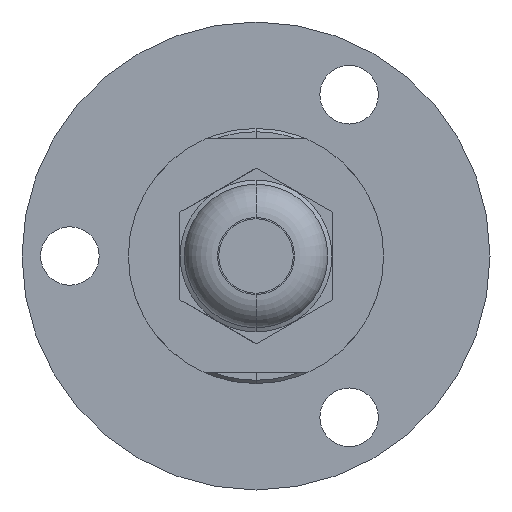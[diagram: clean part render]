
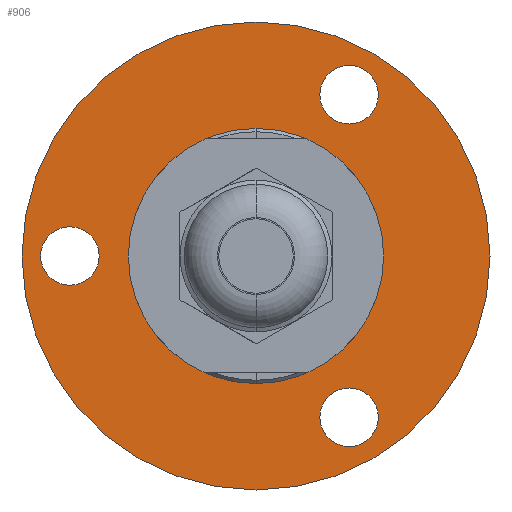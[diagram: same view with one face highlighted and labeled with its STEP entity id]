
A CAD part, left-side view. The second image highlights one B-rep face of the part: STEP entity #906.
In plain terms, the highlighted planar face has unit normal (-1, 0, 0).
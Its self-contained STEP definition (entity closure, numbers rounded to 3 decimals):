
#21 = DIRECTION ( 'NONE',  ( 0., 0., 1. ) ) ;
#27 = CIRCLE ( 'NONE', #562, 2.75 ) ;
#77 = VERTEX_POINT ( 'NONE', #1762 ) ;
#124 = VERTEX_POINT ( 'NONE', #322 ) ;
#128 = DIRECTION ( 'NONE',  ( 0., 0., 1. ) ) ;
#142 = PLANE ( 'NONE',  #2018 ) ;
#148 = DIRECTION ( 'NONE',  ( 0., 0., 1. ) ) ;
#156 = DIRECTION ( 'NONE',  ( -1., 0., 0. ) ) ;
#174 = AXIS2_PLACEMENT_3D ( 'NONE', #640, #1690, #148 ) ;
#204 = EDGE_CURVE ( 'NONE', #1208, #1714, #1841, .T. ) ;
#206 = AXIS2_PLACEMENT_3D ( 'NONE', #1549, #156, #128 ) ;
#282 = CARTESIAN_POINT ( 'NONE',  ( 23.782, -8.75, 17.905 ) ) ;
#294 = EDGE_CURVE ( 'NONE', #875, #557, #27, .T. ) ;
#296 = EDGE_CURVE ( 'NONE', #1734, #1777, #955, .T. ) ;
#314 = AXIS2_PLACEMENT_3D ( 'NONE', #921, #1566, #837 ) ;
#322 = CARTESIAN_POINT ( 'NONE',  ( 23.782, 0.003, 22. ) ) ;
#331 = EDGE_CURVE ( 'NONE', #2233, #1454, #2311, .T. ) ;
#361 = DIRECTION ( 'NONE',  ( 0., 0., 1. ) ) ;
#364 = FACE_BOUND ( 'NONE', #1764, .T. ) ;
#366 = DIRECTION ( 'NONE',  ( 0., 0., 1. ) ) ;
#370 = DIRECTION ( 'NONE',  ( -1., 0., 0. ) ) ;
#398 = AXIS2_PLACEMENT_3D ( 'NONE', #1447, #1331, #1149 ) ;
#401 = EDGE_LOOP ( 'NONE', ( #1499, #1709 ) ) ;
#414 = FACE_BOUND ( 'NONE', #2194, .T. ) ;
#423 = AXIS2_PLACEMENT_3D ( 'NONE', #429, #519, #509 ) ;
#429 = CARTESIAN_POINT ( 'NONE',  ( 23.782, 0.003, 0. ) ) ;
#447 = CARTESIAN_POINT ( 'NONE',  ( 23.782, -8.75, -15.155 ) ) ;
#467 = DIRECTION ( 'NONE',  ( -1., 0., 0. ) ) ;
#482 = CARTESIAN_POINT ( 'NONE',  ( 23.782, -8.75, 15.155 ) ) ;
#509 = DIRECTION ( 'NONE',  ( 0., 0., 1. ) ) ;
#519 = DIRECTION ( 'NONE',  ( -1., 0., 0. ) ) ;
#538 = CARTESIAN_POINT ( 'NONE',  ( 23.782, 0.003, 11.435 ) ) ;
#540 = EDGE_CURVE ( 'NONE', #1714, #1208, #552, .T. ) ;
#552 = CIRCLE ( 'NONE', #398, 2.75 ) ;
#557 = VERTEX_POINT ( 'NONE', #1700 ) ;
#562 = AXIS2_PLACEMENT_3D ( 'NONE', #656, #669, #824 ) ;
#610 = CIRCLE ( 'NONE', #1108, 2.75 ) ;
#627 = CARTESIAN_POINT ( 'NONE',  ( 23.782, 0.003, -11.435 ) ) ;
#640 = CARTESIAN_POINT ( 'NONE',  ( 23.782, -8.75, 15.155 ) ) ;
#644 = ORIENTED_EDGE ( 'NONE', *, *, #1396, .F. ) ;
#656 = CARTESIAN_POINT ( 'NONE',  ( 23.782, -8.75, -15.155 ) ) ;
#669 = DIRECTION ( 'NONE',  ( -1., 0., 0. ) ) ;
#671 = AXIS2_PLACEMENT_3D ( 'NONE', #1050, #1235, #1556 ) ;
#698 = CARTESIAN_POINT ( 'NONE',  ( 23.782, 17.5, -2.75 ) ) ;
#778 = FACE_BOUND ( 'NONE', #1794, .T. ) ;
#824 = DIRECTION ( 'NONE',  ( 0., 0., 1. ) ) ;
#837 = DIRECTION ( 'NONE',  ( 0., 0., 1. ) ) ;
#866 = CARTESIAN_POINT ( 'NONE',  ( 23.782, -8.75, -17.905 ) ) ;
#875 = VERTEX_POINT ( 'NONE', #866 ) ;
#906 = ADVANCED_FACE ( 'NONE', ( #1264, #414, #364, #1719, #778 ), #142, .T. ) ;
#921 = CARTESIAN_POINT ( 'NONE',  ( 23.782, 17.5, 0. ) ) ;
#936 = AXIS2_PLACEMENT_3D ( 'NONE', #482, #467, #366 ) ;
#955 = CIRCLE ( 'NONE', #671, 11.435 ) ;
#1001 = EDGE_CURVE ( 'NONE', #1454, #2233, #1918, .T. ) ;
#1035 = EDGE_CURVE ( 'NONE', #124, #77, #1492, .T. ) ;
#1044 = ORIENTED_EDGE ( 'NONE', *, *, #294, .F. ) ;
#1050 = CARTESIAN_POINT ( 'NONE',  ( 23.782, 0.003, 0. ) ) ;
#1108 = AXIS2_PLACEMENT_3D ( 'NONE', #447, #370, #361 ) ;
#1123 = ORIENTED_EDGE ( 'NONE', *, *, #204, .F. ) ;
#1138 = DIRECTION ( 'NONE',  ( 0., 0., 1. ) ) ;
#1149 = DIRECTION ( 'NONE',  ( 0., 0., 1. ) ) ;
#1195 = ORIENTED_EDGE ( 'NONE', *, *, #540, .F. ) ;
#1208 = VERTEX_POINT ( 'NONE', #1527 ) ;
#1235 = DIRECTION ( 'NONE',  ( -1., 0., 0. ) ) ;
#1236 = CARTESIAN_POINT ( 'NONE',  ( 23.782, 0.003, 0. ) ) ;
#1248 = CIRCLE ( 'NONE', #1505, 22. ) ;
#1264 = FACE_BOUND ( 'NONE', #2011, .T. ) ;
#1284 = CARTESIAN_POINT ( 'NONE',  ( 23.782, 0., 0. ) ) ;
#1331 = DIRECTION ( 'NONE',  ( -1., 0., 0. ) ) ;
#1396 = EDGE_CURVE ( 'NONE', #557, #875, #610, .T. ) ;
#1447 = CARTESIAN_POINT ( 'NONE',  ( 23.782, 17.5, 0. ) ) ;
#1454 = VERTEX_POINT ( 'NONE', #282 ) ;
#1471 = EDGE_CURVE ( 'NONE', #1777, #1734, #1872, .T. ) ;
#1481 = ORIENTED_EDGE ( 'NONE', *, *, #1001, .F. ) ;
#1492 = CIRCLE ( 'NONE', #423, 22. ) ;
#1499 = ORIENTED_EDGE ( 'NONE', *, *, #1035, .T. ) ;
#1505 = AXIS2_PLACEMENT_3D ( 'NONE', #1236, #1655, #1138 ) ;
#1527 = CARTESIAN_POINT ( 'NONE',  ( 23.782, 17.5, 2.75 ) ) ;
#1549 = CARTESIAN_POINT ( 'NONE',  ( 23.782, 0.003, 0. ) ) ;
#1556 = DIRECTION ( 'NONE',  ( 0., 0., 1. ) ) ;
#1566 = DIRECTION ( 'NONE',  ( -1., 0., 0. ) ) ;
#1655 = DIRECTION ( 'NONE',  ( -1., 0., 0. ) ) ;
#1676 = ORIENTED_EDGE ( 'NONE', *, *, #1471, .F. ) ;
#1690 = DIRECTION ( 'NONE',  ( -1., 0., 0. ) ) ;
#1700 = CARTESIAN_POINT ( 'NONE',  ( 23.782, -8.75, -12.405 ) ) ;
#1709 = ORIENTED_EDGE ( 'NONE', *, *, #2013, .T. ) ;
#1714 = VERTEX_POINT ( 'NONE', #698 ) ;
#1719 = FACE_OUTER_BOUND ( 'NONE', #401, .T. ) ;
#1734 = VERTEX_POINT ( 'NONE', #627 ) ;
#1759 = ORIENTED_EDGE ( 'NONE', *, *, #331, .F. ) ;
#1762 = CARTESIAN_POINT ( 'NONE',  ( 23.782, 0.003, -22. ) ) ;
#1764 = EDGE_LOOP ( 'NONE', ( #1123, #1195 ) ) ;
#1777 = VERTEX_POINT ( 'NONE', #538 ) ;
#1794 = EDGE_LOOP ( 'NONE', ( #1676, #1938 ) ) ;
#1827 = CARTESIAN_POINT ( 'NONE',  ( 23.782, -8.75, 12.405 ) ) ;
#1841 = CIRCLE ( 'NONE', #314, 2.75 ) ;
#1872 = CIRCLE ( 'NONE', #206, 11.435 ) ;
#1918 = CIRCLE ( 'NONE', #174, 2.75 ) ;
#1938 = ORIENTED_EDGE ( 'NONE', *, *, #296, .F. ) ;
#2011 = EDGE_LOOP ( 'NONE', ( #644, #1044 ) ) ;
#2013 = EDGE_CURVE ( 'NONE', #77, #124, #1248, .T. ) ;
#2018 = AXIS2_PLACEMENT_3D ( 'NONE', #1284, #2298, #21 ) ;
#2194 = EDGE_LOOP ( 'NONE', ( #1481, #1759 ) ) ;
#2233 = VERTEX_POINT ( 'NONE', #1827 ) ;
#2298 = DIRECTION ( 'NONE',  ( -1., 0., 0. ) ) ;
#2311 = CIRCLE ( 'NONE', #936, 2.75 ) ;
